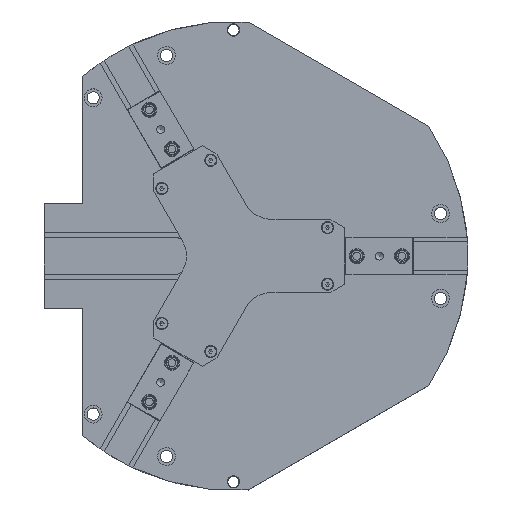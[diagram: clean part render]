
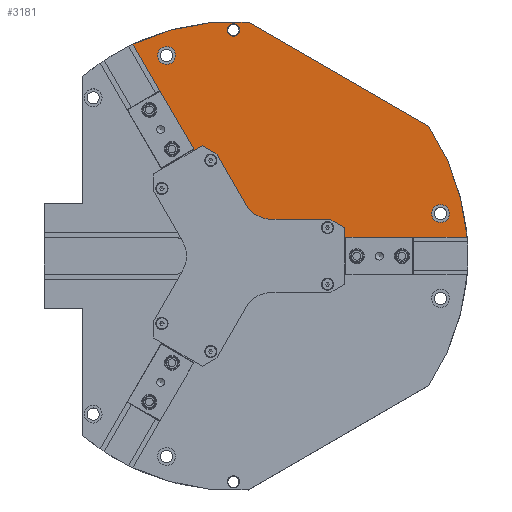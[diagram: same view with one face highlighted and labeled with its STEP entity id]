
A CAD part, top view. The second image highlights one B-rep face of the part: STEP entity #3181.
In plain terms, the highlighted planar face has unit normal (0, 0, 1).
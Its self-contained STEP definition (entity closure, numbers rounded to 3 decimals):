
#157=LINE('',#5022,#413);
#158=LINE('',#5026,#414);
#159=LINE('',#5029,#415);
#413=VECTOR('',#4017,10.);
#414=VECTOR('',#4020,10.);
#415=VECTOR('',#4023,10.);
#654=PLANE('',#3544);
#779=FACE_BOUND('',#1116,.T.);
#780=FACE_BOUND('',#1117,.T.);
#781=FACE_BOUND('',#1118,.T.);
#782=FACE_BOUND('',#1119,.T.);
#783=FACE_BOUND('',#1120,.T.);
#898=FACE_OUTER_BOUND('',#1115,.T.);
#1115=EDGE_LOOP('',(#2352,#2353,#2354,#2355,#2356,#2357));
#1116=EDGE_LOOP('',(#2358));
#1117=EDGE_LOOP('',(#2359));
#1118=EDGE_LOOP('',(#2360));
#1119=EDGE_LOOP('',(#2361));
#1120=EDGE_LOOP('',(#2362));
#1394=CIRCLE('',#3492,9.5);
#1397=CIRCLE('',#3497,9.5);
#1420=CIRCLE('',#3531,45.);
#1429=CIRCLE('',#3545,249.);
#1430=CIRCLE('',#3546,249.);
#1431=CIRCLE('',#3547,2.459);
#1432=CIRCLE('',#3548,2.459);
#1433=CIRCLE('',#3549,6.5);
#1549=VERTEX_POINT('',#4888);
#1552=VERTEX_POINT('',#4896);
#1577=VERTEX_POINT('',#4956);
#1587=VERTEX_POINT('',#4976);
#1605=VERTEX_POINT('',#5021);
#1606=VERTEX_POINT('',#5023);
#1607=VERTEX_POINT('',#5025);
#1608=VERTEX_POINT('',#5027);
#1609=VERTEX_POINT('',#5030);
#1610=VERTEX_POINT('',#5032);
#1611=VERTEX_POINT('',#5034);
#1860=EDGE_CURVE('',#1549,#1549,#1394,.T.);
#1863=EDGE_CURVE('',#1552,#1552,#1397,.T.);
#1898=EDGE_CURVE('',#1577,#1587,#1420,.T.);
#1919=EDGE_CURVE('',#1587,#1605,#157,.T.);
#1920=EDGE_CURVE('',#1605,#1606,#1429,.T.);
#1921=EDGE_CURVE('',#1606,#1607,#158,.T.);
#1922=EDGE_CURVE('',#1607,#1608,#1430,.T.);
#1923=EDGE_CURVE('',#1608,#1577,#159,.T.);
#1924=EDGE_CURVE('',#1609,#1609,#1431,.T.);
#1925=EDGE_CURVE('',#1610,#1610,#1432,.T.);
#1926=EDGE_CURVE('',#1611,#1611,#1433,.T.);
#2352=ORIENTED_EDGE('',*,*,#1898,.T.);
#2353=ORIENTED_EDGE('',*,*,#1919,.T.);
#2354=ORIENTED_EDGE('',*,*,#1920,.T.);
#2355=ORIENTED_EDGE('',*,*,#1921,.T.);
#2356=ORIENTED_EDGE('',*,*,#1922,.T.);
#2357=ORIENTED_EDGE('',*,*,#1923,.T.);
#2358=ORIENTED_EDGE('',*,*,#1860,.T.);
#2359=ORIENTED_EDGE('',*,*,#1863,.T.);
#2360=ORIENTED_EDGE('',*,*,#1924,.T.);
#2361=ORIENTED_EDGE('',*,*,#1925,.T.);
#2362=ORIENTED_EDGE('',*,*,#1926,.T.);
#3181=ADVANCED_FACE('',(#898,#779,#780,#781,#782,#783),#654,.T.);
#3492=AXIS2_PLACEMENT_3D('',#4889,#3887,#3888);
#3497=AXIS2_PLACEMENT_3D('',#4897,#3897,#3898);
#3531=AXIS2_PLACEMENT_3D('',#4978,#3977,#3978);
#3544=AXIS2_PLACEMENT_3D('',#5020,#4015,#4016);
#3545=AXIS2_PLACEMENT_3D('',#5024,#4018,#4019);
#3546=AXIS2_PLACEMENT_3D('',#5028,#4021,#4022);
#3547=AXIS2_PLACEMENT_3D('',#5031,#4024,#4025);
#3548=AXIS2_PLACEMENT_3D('',#5033,#4026,#4027);
#3549=AXIS2_PLACEMENT_3D('',#5035,#4028,#4029);
#3887=DIRECTION('center_axis',(0.,0.,-1.));
#3888=DIRECTION('ref_axis',(1.,0.,0.));
#3897=DIRECTION('center_axis',(0.,0.,-1.));
#3898=DIRECTION('ref_axis',(1.,0.,0.));
#3977=DIRECTION('center_axis',(0.,0.,-1.));
#3978=DIRECTION('ref_axis',(-1.,0.,0.));
#4015=DIRECTION('center_axis',(0.,0.,1.));
#4016=DIRECTION('ref_axis',(1.,0.,0.));
#4017=DIRECTION('',(1.,0.,0.));
#4018=DIRECTION('center_axis',(0.,0.,1.));
#4019=DIRECTION('ref_axis',(0.833,-0.553,0.));
#4020=DIRECTION('',(-0.866,0.5,0.));
#4021=DIRECTION('center_axis',(0.,0.,1.));
#4022=DIRECTION('ref_axis',(0.063,0.998,0.));
#4023=DIRECTION('',(0.5,-0.866,0.));
#4024=DIRECTION('center_axis',(0.,0.,-1.));
#4025=DIRECTION('ref_axis',(1.,0.,0.));
#4026=DIRECTION('center_axis',(0.,0.,-1.));
#4027=DIRECTION('ref_axis',(1.,0.,0.));
#4028=DIRECTION('center_axis',(0.,0.,-1.));
#4029=DIRECTION('ref_axis',(1.,0.,0.));
#4888=CARTESIAN_POINT('',(229.5,45.,72.));
#4889=CARTESIAN_POINT('Origin',(220.,45.,72.));
#4896=CARTESIAN_POINT('',(-61.5,213.,72.));
#4897=CARTESIAN_POINT('Origin',(-71.,213.,72.));
#4956=CARTESIAN_POINT('',(-2.835,44.911,72.));
#4976=CARTESIAN_POINT('',(40.311,20.,72.));
#4978=CARTESIAN_POINT('Origin',(0.,0.,72.));
#5020=CARTESIAN_POINT('Origin',(-180.5,0.,72.));
#5021=CARTESIAN_POINT('',(248.195,20.,72.));
#5022=CARTESIAN_POINT('',(-90.25,20.,72.));
#5023=CARTESIAN_POINT('',(207.437,137.734,72.));
#5024=CARTESIAN_POINT('Origin',(0.,0.,72.));
#5025=CARTESIAN_POINT('',(15.563,248.513,72.));
#5026=CARTESIAN_POINT('',(207.437,137.734,72.));
#5027=CARTESIAN_POINT('',(-106.777,224.944,72.));
#5028=CARTESIAN_POINT('Origin',(0.,0.,72.));
#5029=CARTESIAN_POINT('',(-5.242,49.079,72.));
#5030=CARTESIAN_POINT('',(102.459,30.,72.));
#5031=CARTESIAN_POINT('Origin',(100.,30.,72.));
#5032=CARTESIAN_POINT('',(-21.542,101.6,72.));
#5033=CARTESIAN_POINT('Origin',(-24.,101.6,72.));
#5034=CARTESIAN_POINT('',(6.5,240.,72.));
#5035=CARTESIAN_POINT('Origin',(0.,240.,72.));
